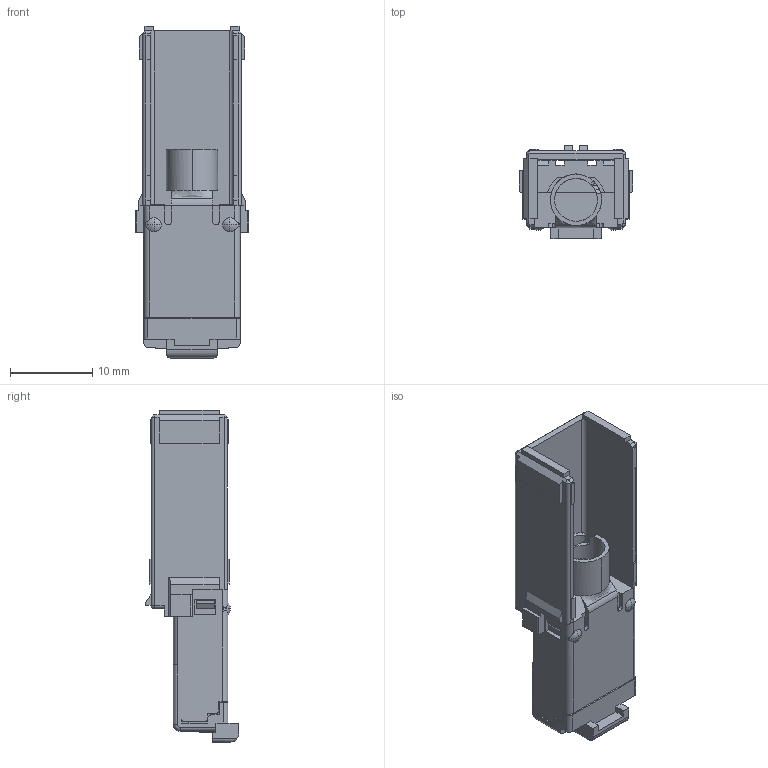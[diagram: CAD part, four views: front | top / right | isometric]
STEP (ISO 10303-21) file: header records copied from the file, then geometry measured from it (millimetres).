
FILE_DESCRIPTION(('CATIA V5 STEP Exchange','CAx-IF Rec.Pracs.--- Model Styling and Organization---1.5--- 2016-08-15','CAx-IF Rec.Pracs.---Supplemental Geometry---1.0---2011-11-01','CAx-IF Rec.Pracs.--- Composite Materials ---1.1---2010-07-15'),'2;1');
FILE_NAME ('028521-2_1', '2025-10-29T07:22:17+00:00', ('none'), ('Weidmueller'), 'CATIA Version 5-6 Release 2024 SP4', 'CATIA V5 STEP AP214 v3', 'none');
FILE_SCHEMA(('AUTOMOTIVE_DESIGN { 1 0 10303 214 1 1 1 1 }'));
Length unit declared in the file: millimetre
Products named in the file (1): 1962720000
Bounding box: 13.7 x 11.3 x 40.25 mm (x, y, z)
Volume: 2054.4 mm3; surface area: 2708.6 mm2
Topology: 1 solids, 1 shells, 633 faces, 1789 edges, 1154 vertices
Faces by surface type: plane 443, cylinder 152, torus 22, sphere 8, cone 4, bspline 4
Entity records: 21426 total; most frequent: CARTESIAN_POINT 4920, ORIENTED_EDGE 3578, DIRECTION 2794, EDGE_CURVE 1789, VECTOR 1399, LINE 1399, VERTEX_POINT 1154, AXIS2_PLACEMENT_3D 806
